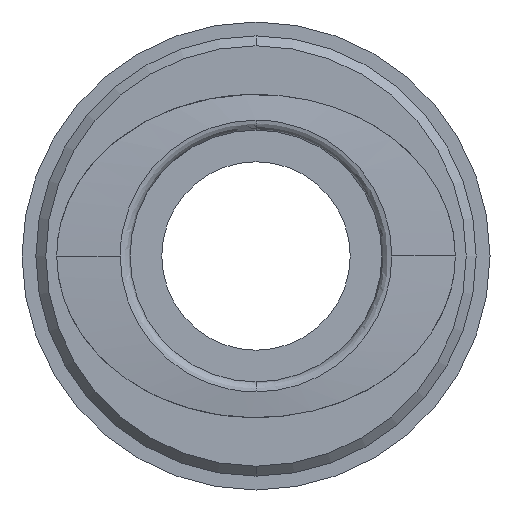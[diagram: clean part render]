
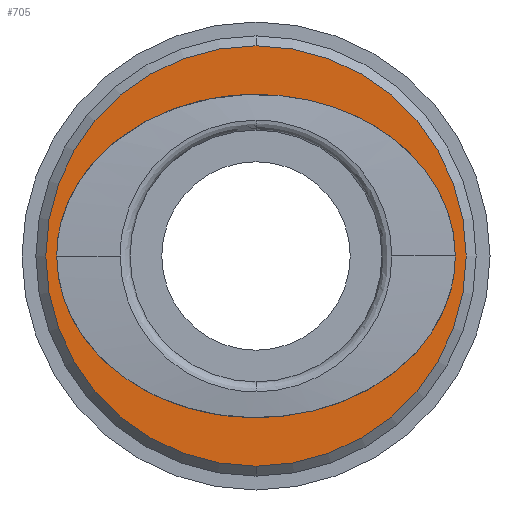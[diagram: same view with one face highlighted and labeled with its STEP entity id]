
A CAD part, front view. The second image highlights one B-rep face of the part: STEP entity #705.
In plain terms, the highlighted planar face has unit normal (0, -1, 0).
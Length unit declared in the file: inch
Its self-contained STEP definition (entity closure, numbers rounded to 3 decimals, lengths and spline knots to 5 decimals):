
#42 = ORIENTED_EDGE ( 'NONE', *, *, #235, .T. ) ;
#201 = EDGE_LOOP ( 'NONE', ( #42, #2350 ) ) ;
#211 = DIRECTION ( 'NONE',  ( 0., -1., 0. ) ) ;
#235 = EDGE_CURVE ( 'NONE', #2625, #915, #2380, .T. ) ;
#458 = CARTESIAN_POINT ( 'NONE',  ( 0.39567, -0.96063, 0. ) ) ;
#654 = CARTESIAN_POINT ( 'NONE',  ( 0.39567, -0.96063, -0.32087 ) ) ;
#690 = CARTESIAN_POINT ( 'NONE',  ( 0., -0.96063, 0.32087 ) ) ;
#705 = ADVANCED_FACE ( 'NONE', ( #2004, #2420 ), #894, .T. ) ;
#714 = CARTESIAN_POINT ( 'NONE',  ( 0., -0.96063, 0. ) ) ;
#863 = EDGE_LOOP ( 'NONE', ( #1740, #2618 ) ) ;
#894 = PLANE ( 'NONE',  #1103 ) ;
#915 = VERTEX_POINT ( 'NONE', #1849 ) ;
#925 = DIRECTION ( 'NONE',  ( 0., -1., 0. ) ) ;
#933 = CARTESIAN_POINT ( 'NONE',  ( -0.39567, -0.96063, 0. ) ) ;
#950 = CARTESIAN_POINT ( 'NONE',  ( 0., -0.96063, 0.41732 ) ) ;
#955 = DIRECTION ( 'NONE',  ( 0., 0., 1. ) ) ;
#1093 = VERTEX_POINT ( 'NONE', #2688 ) ;
#1103 = AXIS2_PLACEMENT_3D ( 'NONE', #1636, #211, #1881 ) ;
#1106 = CARTESIAN_POINT ( 'NONE',  ( -0.39567, -0.96063, 0. ) ) ;
#1606 =( BOUNDED_CURVE ( )  B_SPLINE_CURVE ( 2, ( #1106, #2780, #2081, #654, #2319 ),
 .UNSPECIFIED., .F., .F. ) 
 B_SPLINE_CURVE_WITH_KNOTS ( ( 3, 2, 3 ),
 ( 0., 0.01432, 0.02864 ),
 .UNSPECIFIED. ) 
 CURVE ( )  GEOMETRIC_REPRESENTATION_ITEM ( )  RATIONAL_B_SPLINE_CURVE ( ( 1., 0.707, 1., 0.707, 1. ) ) 
 REPRESENTATION_ITEM ( '' )  );
#1636 = CARTESIAN_POINT ( 'NONE',  ( -0.4065, -0.96063, 0. ) ) ;
#1740 = ORIENTED_EDGE ( 'NONE', *, *, #3029, .F. ) ;
#1849 = CARTESIAN_POINT ( 'NONE',  ( 0., -0.96063, -0.41732 ) ) ;
#1881 = DIRECTION ( 'NONE',  ( 0., 0., -1. ) ) ;
#1895 = CARTESIAN_POINT ( 'NONE',  ( 0.39567, -0.96063, 0.32087 ) ) ;
#1909 = VERTEX_POINT ( 'NONE', #2412 ) ;
#2004 = FACE_BOUND ( 'NONE', #863, .T. ) ;
#2081 = CARTESIAN_POINT ( 'NONE',  ( 0., -0.96063, -0.32087 ) ) ;
#2109 = EDGE_CURVE ( 'NONE', #915, #2625, #3016, .T. ) ;
#2139 = EDGE_CURVE ( 'NONE', #1909, #1093, #2703, .T. ) ;
#2319 = CARTESIAN_POINT ( 'NONE',  ( 0.39567, -0.96063, 0. ) ) ;
#2350 = ORIENTED_EDGE ( 'NONE', *, *, #2109, .T. ) ;
#2356 = CARTESIAN_POINT ( 'NONE',  ( 0., -0.96063, 0. ) ) ;
#2362 = CARTESIAN_POINT ( 'NONE',  ( -0.39567, -0.96063, 0.32087 ) ) ;
#2380 = CIRCLE ( 'NONE', #2662, 0.41732 ) ;
#2386 = DIRECTION ( 'NONE',  ( 0., -1., 0. ) ) ;
#2412 = CARTESIAN_POINT ( 'NONE',  ( 0.39567, -0.96063, 0. ) ) ;
#2420 = FACE_OUTER_BOUND ( 'NONE', #201, .T. ) ;
#2520 = AXIS2_PLACEMENT_3D ( 'NONE', #2356, #925, #2596 ) ;
#2596 = DIRECTION ( 'NONE',  ( 0., 0., 1. ) ) ;
#2618 = ORIENTED_EDGE ( 'NONE', *, *, #2139, .F. ) ;
#2625 = VERTEX_POINT ( 'NONE', #950 ) ;
#2662 = AXIS2_PLACEMENT_3D ( 'NONE', #714, #2386, #955 ) ;
#2688 = CARTESIAN_POINT ( 'NONE',  ( -0.39567, -0.96063, 0. ) ) ;
#2703 =( BOUNDED_CURVE ( )  B_SPLINE_CURVE ( 2, ( #458, #1895, #690, #2362, #933 ),
 .UNSPECIFIED., .F., .T. ) 
 B_SPLINE_CURVE_WITH_KNOTS ( ( 3, 2, 3 ),
 ( 0.02864, 0.04291, 0.05719 ),
 .UNSPECIFIED. ) 
 CURVE ( )  GEOMETRIC_REPRESENTATION_ITEM ( )  RATIONAL_B_SPLINE_CURVE ( ( 1., 0.707, 1., 0.707, 1. ) ) 
 REPRESENTATION_ITEM ( '' )  );
#2780 = CARTESIAN_POINT ( 'NONE',  ( -0.39567, -0.96063, -0.32087 ) ) ;
#3016 = CIRCLE ( 'NONE', #2520, 0.41732 ) ;
#3029 = EDGE_CURVE ( 'NONE', #1093, #1909, #1606, .T. ) ;
